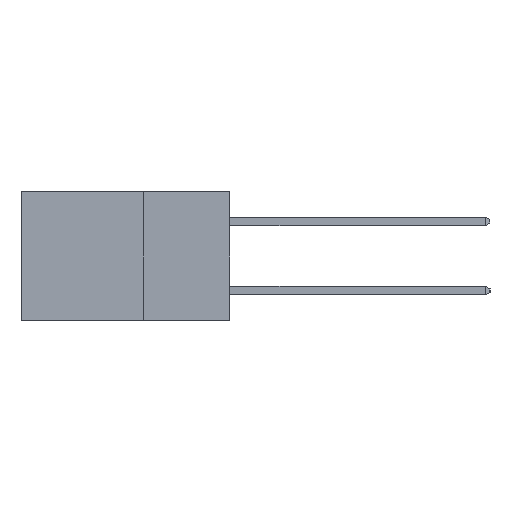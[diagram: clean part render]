
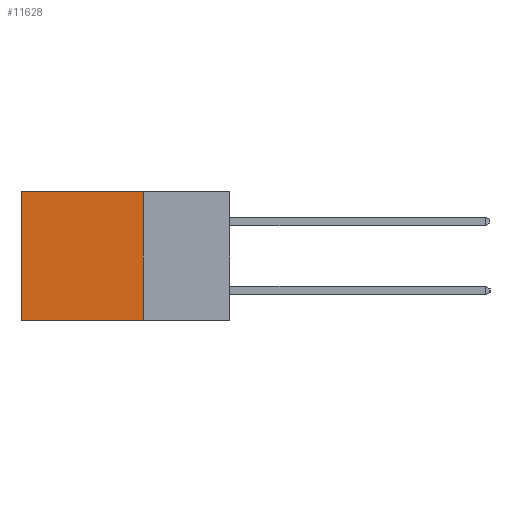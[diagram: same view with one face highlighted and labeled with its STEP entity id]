
A CAD part, left-side view. The second image highlights one B-rep face of the part: STEP entity #11628.
In plain terms, the highlighted planar face has unit normal (-1, 0, 0).
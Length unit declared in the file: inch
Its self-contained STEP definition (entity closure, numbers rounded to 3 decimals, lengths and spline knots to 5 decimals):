
#239 = VERTEX_POINT ( 'NONE', #3979 ) ;
#369 = CARTESIAN_POINT ( 'NONE',  ( 0.2615, 0.6, -0.37 ) ) ;
#580 = ORIENTED_EDGE ( 'NONE', *, *, #2488, .F. ) ;
#1358 = VERTEX_POINT ( 'NONE', #4375 ) ;
#1538 = DIRECTION ( 'NONE',  ( 0., 0., -1. ) ) ;
#1764 = ORIENTED_EDGE ( 'NONE', *, *, #12348, .T. ) ;
#2206 = VERTEX_POINT ( 'NONE', #11809 ) ;
#2488 = EDGE_CURVE ( 'NONE', #2206, #1358, #2986, .T. ) ;
#2624 = VECTOR ( 'NONE', #6228, 39.37008 ) ;
#2671 = EDGE_CURVE ( 'NONE', #239, #4671, #12496, .T. ) ;
#2986 = LINE ( 'NONE', #8391, #2624 ) ;
#3074 = VECTOR ( 'NONE', #10708, 39.37008 ) ;
#3189 = LINE ( 'NONE', #369, #11281 ) ;
#3469 = DIRECTION ( 'NONE',  ( 1., 0., 0. ) ) ;
#3610 = EDGE_LOOP ( 'NONE', ( #1764, #580, #5624, #13004 ) ) ;
#3979 = CARTESIAN_POINT ( 'NONE',  ( 0.2615, 0.25, 0. ) ) ;
#4375 = CARTESIAN_POINT ( 'NONE',  ( 0.2615, 0.6, -0.37 ) ) ;
#4671 = VERTEX_POINT ( 'NONE', #13067 ) ;
#5261 = LINE ( 'NONE', #10806, #3074 ) ;
#5454 = CARTESIAN_POINT ( 'NONE',  ( 0.2615, 0.25, 0. ) ) ;
#5624 = ORIENTED_EDGE ( 'NONE', *, *, #6696, .F. ) ;
#5661 = DIRECTION ( 'NONE',  ( 0., 1., 0. ) ) ;
#6228 = DIRECTION ( 'NONE',  ( 0., 1., 0. ) ) ;
#6684 = PLANE ( 'NONE',  #11223 ) ;
#6696 = EDGE_CURVE ( 'NONE', #239, #2206, #5261, .T. ) ;
#6735 = FACE_OUTER_BOUND ( 'NONE', #3610, .T. ) ;
#8391 = CARTESIAN_POINT ( 'NONE',  ( 0.2615, 0.25, -0.37 ) ) ;
#9842 = VECTOR ( 'NONE', #5661, 39.37008 ) ;
#9864 = CARTESIAN_POINT ( 'NONE',  ( 0.2615, 0.25, -0.37 ) ) ;
#10708 = DIRECTION ( 'NONE',  ( 0., 0., -1. ) ) ;
#10806 = CARTESIAN_POINT ( 'NONE',  ( 0.2615, 0.25, -0.37 ) ) ;
#10881 = DIRECTION ( 'NONE',  ( 0., 0., -1. ) ) ;
#11223 = AXIS2_PLACEMENT_3D ( 'NONE', #9864, #3469, #10881 ) ;
#11281 = VECTOR ( 'NONE', #1538, 39.37008 ) ;
#11628 = ADVANCED_FACE ( 'NONE', ( #6735 ), #6684, .F. ) ;
#11809 = CARTESIAN_POINT ( 'NONE',  ( 0.2615, 0.25, -0.37 ) ) ;
#12348 = EDGE_CURVE ( 'NONE', #4671, #1358, #3189, .T. ) ;
#12496 = LINE ( 'NONE', #5454, #9842 ) ;
#13004 = ORIENTED_EDGE ( 'NONE', *, *, #2671, .T. ) ;
#13067 = CARTESIAN_POINT ( 'NONE',  ( 0.2615, 0.6, 0. ) ) ;
